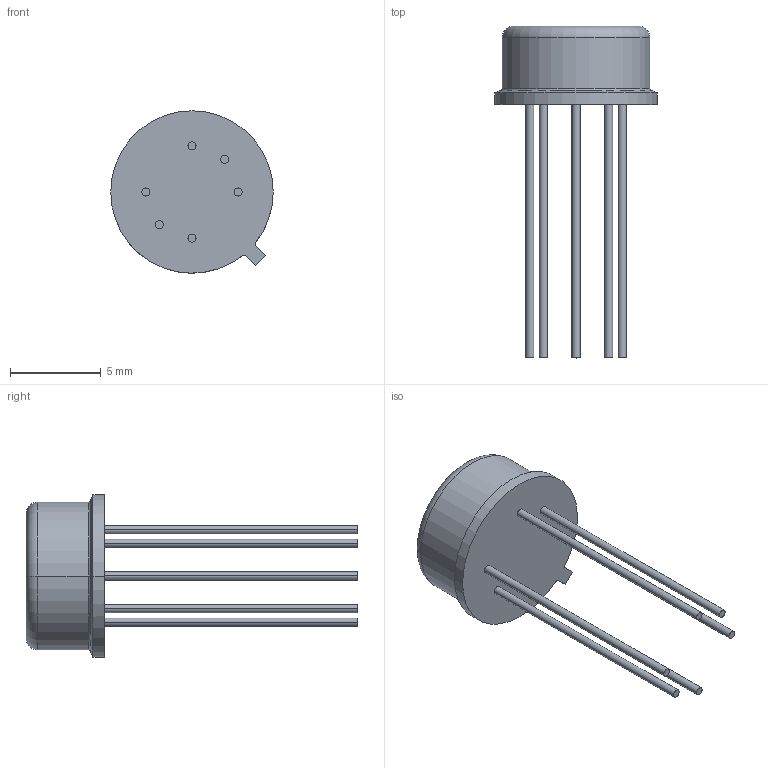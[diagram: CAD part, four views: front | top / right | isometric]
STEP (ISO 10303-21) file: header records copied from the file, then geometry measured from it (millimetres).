
FILE_DESCRIPTION (( 'STEP AP214' ), '1' );
FILE_NAME ('HCC1000.STEP', '2019-08-22T17:41:43', ( '' ), ( '' ), 'SwSTEP 2.0', 'SolidWorks 2018', '' );
FILE_SCHEMA (( 'AUTOMOTIVE_DESIGN' ));
Length unit declared in the file: inch
Products named in the file (1): HCC1000
Bounding box: 8.95 x 18.29 x 8.95 mm (x, y, z)
Volume: 243.2 mm3; surface area: 345.9 mm2
Topology: 1 solids, 1 shells, 36 faces, 76 edges, 48 vertices
Faces by surface type: cylinder 18, plane 12, torus 4, cone 2
Entity records: 1256 total; most frequent: DIRECTION 196, CARTESIAN_POINT 161, ORIENTED_EDGE 152, AXIS2_PLACEMENT_3D 83, EDGE_CURVE 76, VERTEX_POINT 48, CIRCLE 46, EDGE_LOOP 42
